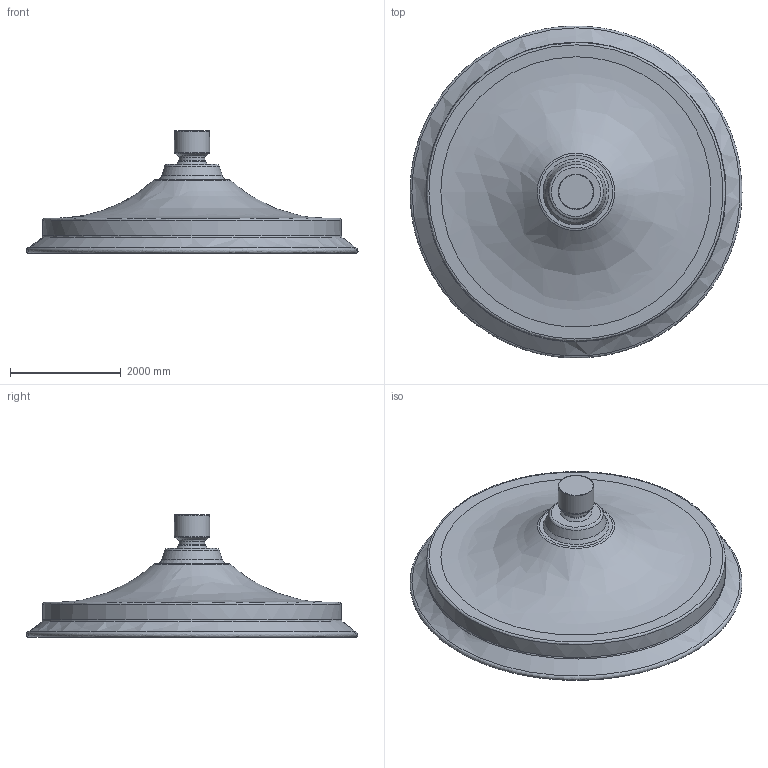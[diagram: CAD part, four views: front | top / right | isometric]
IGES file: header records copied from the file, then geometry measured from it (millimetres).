
Global section: file name: V17_9_showerhead; native system: AutoCAD 2016 - English; preprocessor: Autodesk Translation Framework DWG producer (atf_dwg_producer); organization: unknown; date: 20180201.183445; units: inch
Bounding box: 6003.89 x 6003.22 x 2219.96 mm (x, y, z)
Volume: 18263527109.4 mm3; surface area: 73508760.7 mm2
Topology: 128 solids, 128 shells, 553 faces, 1280 edges, 986 vertices
Faces by surface type: bspline 553
